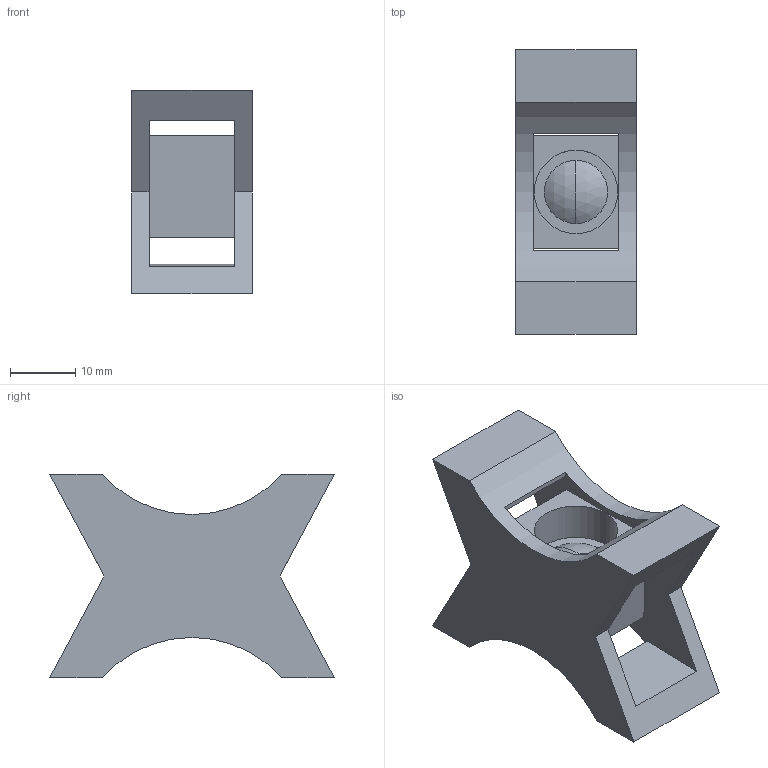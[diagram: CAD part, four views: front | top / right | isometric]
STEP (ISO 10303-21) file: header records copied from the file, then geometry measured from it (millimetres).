
FILE_DESCRIPTION (( 'STEP AP203' ), '1' );
FILE_NAME ('TMEH-X2-L0Y.STP', '2019-06-18T14:40:36', ( '' ), ( '' ), 'SwSTEP 2.0', 'SolidWorks 2016', '' );
FILE_SCHEMA (( 'CONFIG_CONTROL_DESIGN' ));
Length unit declared in the file: inch
Products named in the file (1): TMEH-X2-L0Y
Bounding box: 18.59 x 43.73 x 31.34 mm (x, y, z)
Volume: 8981.6 mm3; surface area: 6484.6 mm2
Topology: 1 solids, 1 shells, 38 faces, 112 edges, 75 vertices
Faces by surface type: plane 27, cylinder 9, sphere 2
Entity records: 1367 total; most frequent: CARTESIAN_POINT 226, ORIENTED_EDGE 224, DIRECTION 218, EDGE_CURVE 112, LINE 84, VECTOR 84, VERTEX_POINT 75, AXIS2_PLACEMENT_3D 67
